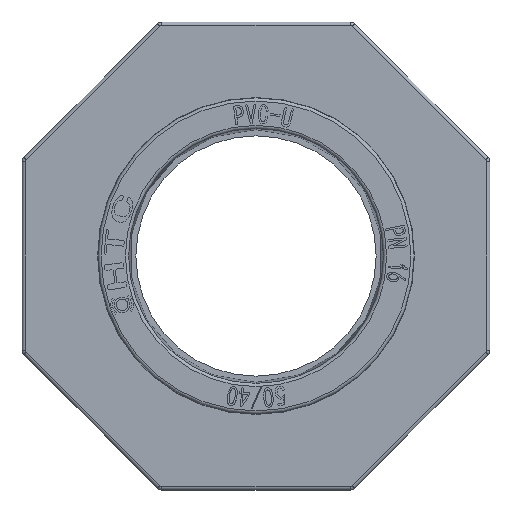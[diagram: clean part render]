
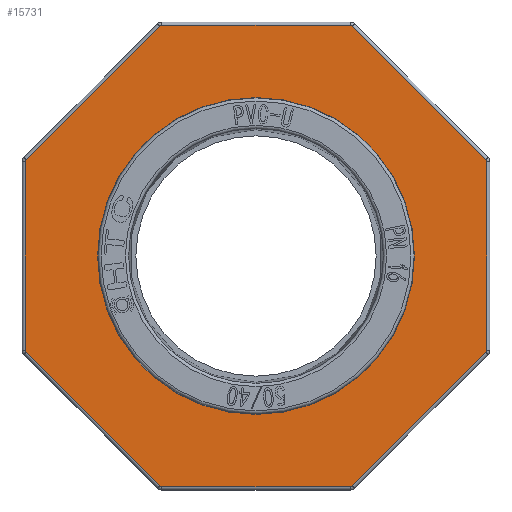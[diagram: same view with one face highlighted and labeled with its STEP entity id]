
A CAD part, front view. The second image highlights one B-rep face of the part: STEP entity #15731.
In plain terms, the highlighted planar face has unit normal (0, -1, 0).
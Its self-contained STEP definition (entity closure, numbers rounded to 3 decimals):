
#75=FACE_BOUND('',#1735,.T.);
#108=PLANE('',#16618);
#878=FACE_OUTER_BOUND('',#1734,.T.);
#1734=EDGE_LOOP('',(#11667,#11668,#11669,#11670,#11671,#11672,#11673,#11674,
#11675,#11676,#11677,#11678,#11679,#11680,#11681,#11682));
#1735=EDGE_LOOP('',(#11683));
#2555=CIRCLE('',#16585,25.05);
#2570=CIRCLE('',#16619,0.5);
#2571=CIRCLE('',#16620,0.5);
#2572=CIRCLE('',#16621,0.5);
#2573=CIRCLE('',#16622,0.5);
#2574=CIRCLE('',#16623,0.5);
#2575=CIRCLE('',#16624,0.5);
#2576=CIRCLE('',#16625,0.5);
#2577=CIRCLE('',#16626,0.5);
#3261=LINE('',#41116,#5420);
#3262=LINE('',#41120,#5421);
#3263=LINE('',#41124,#5422);
#3264=LINE('',#41128,#5423);
#3265=LINE('',#41132,#5424);
#3266=LINE('',#41136,#5425);
#3267=LINE('',#41140,#5426);
#3268=LINE('',#41144,#5427);
#5420=VECTOR('',#18181,1.);
#5421=VECTOR('',#18184,1.);
#5422=VECTOR('',#18187,1.);
#5423=VECTOR('',#18190,1.);
#5424=VECTOR('',#18193,1.);
#5425=VECTOR('',#18196,1.);
#5426=VECTOR('',#18199,1.);
#5427=VECTOR('',#18202,1.);
#7593=VERTEX_POINT('',#40997);
#7638=VERTEX_POINT('',#41114);
#7639=VERTEX_POINT('',#41115);
#7640=VERTEX_POINT('',#41117);
#7641=VERTEX_POINT('',#41119);
#7642=VERTEX_POINT('',#41121);
#7643=VERTEX_POINT('',#41123);
#7644=VERTEX_POINT('',#41125);
#7645=VERTEX_POINT('',#41127);
#7646=VERTEX_POINT('',#41129);
#7647=VERTEX_POINT('',#41131);
#7648=VERTEX_POINT('',#41133);
#7649=VERTEX_POINT('',#41135);
#7650=VERTEX_POINT('',#41137);
#7651=VERTEX_POINT('',#41139);
#7652=VERTEX_POINT('',#41141);
#7653=VERTEX_POINT('',#41143);
#9174=EDGE_CURVE('',#7593,#7593,#2555,.T.);
#9227=EDGE_CURVE('',#7638,#7639,#3261,.T.);
#9228=EDGE_CURVE('',#7639,#7640,#2570,.T.);
#9229=EDGE_CURVE('',#7640,#7641,#3262,.T.);
#9230=EDGE_CURVE('',#7641,#7642,#2571,.T.);
#9231=EDGE_CURVE('',#7642,#7643,#3263,.T.);
#9232=EDGE_CURVE('',#7643,#7644,#2572,.T.);
#9233=EDGE_CURVE('',#7644,#7645,#3264,.T.);
#9234=EDGE_CURVE('',#7645,#7646,#2573,.T.);
#9235=EDGE_CURVE('',#7646,#7647,#3265,.T.);
#9236=EDGE_CURVE('',#7647,#7648,#2574,.T.);
#9237=EDGE_CURVE('',#7648,#7649,#3266,.T.);
#9238=EDGE_CURVE('',#7649,#7650,#2575,.T.);
#9239=EDGE_CURVE('',#7650,#7651,#3267,.T.);
#9240=EDGE_CURVE('',#7651,#7652,#2576,.T.);
#9241=EDGE_CURVE('',#7652,#7653,#3268,.T.);
#9242=EDGE_CURVE('',#7653,#7638,#2577,.T.);
#11667=ORIENTED_EDGE('',*,*,#9227,.T.);
#11668=ORIENTED_EDGE('',*,*,#9228,.T.);
#11669=ORIENTED_EDGE('',*,*,#9229,.T.);
#11670=ORIENTED_EDGE('',*,*,#9230,.T.);
#11671=ORIENTED_EDGE('',*,*,#9231,.T.);
#11672=ORIENTED_EDGE('',*,*,#9232,.T.);
#11673=ORIENTED_EDGE('',*,*,#9233,.T.);
#11674=ORIENTED_EDGE('',*,*,#9234,.T.);
#11675=ORIENTED_EDGE('',*,*,#9235,.T.);
#11676=ORIENTED_EDGE('',*,*,#9236,.T.);
#11677=ORIENTED_EDGE('',*,*,#9237,.T.);
#11678=ORIENTED_EDGE('',*,*,#9238,.T.);
#11679=ORIENTED_EDGE('',*,*,#9239,.T.);
#11680=ORIENTED_EDGE('',*,*,#9240,.T.);
#11681=ORIENTED_EDGE('',*,*,#9241,.T.);
#11682=ORIENTED_EDGE('',*,*,#9242,.T.);
#11683=ORIENTED_EDGE('',*,*,#9174,.F.);
#15731=ADVANCED_FACE('',(#878,#75),#108,.T.);
#16585=AXIS2_PLACEMENT_3D('',#40998,#18075,#18076);
#16618=AXIS2_PLACEMENT_3D('',#41113,#18179,#18180);
#16619=AXIS2_PLACEMENT_3D('',#41118,#18182,#18183);
#16620=AXIS2_PLACEMENT_3D('',#41122,#18185,#18186);
#16621=AXIS2_PLACEMENT_3D('',#41126,#18188,#18189);
#16622=AXIS2_PLACEMENT_3D('',#41130,#18191,#18192);
#16623=AXIS2_PLACEMENT_3D('',#41134,#18194,#18195);
#16624=AXIS2_PLACEMENT_3D('',#41138,#18197,#18198);
#16625=AXIS2_PLACEMENT_3D('',#41142,#18200,#18201);
#16626=AXIS2_PLACEMENT_3D('',#41145,#18203,#18204);
#18075=DIRECTION('center_axis',(0.,-1.,0.));
#18076=DIRECTION('ref_axis',(0.,0.,1.));
#18179=DIRECTION('center_axis',(0.,-1.,0.));
#18180=DIRECTION('ref_axis',(0.,0.,1.));
#18181=DIRECTION('',(-1.,0.,0.));
#18182=DIRECTION('center_axis',(0.,-1.,0.));
#18183=DIRECTION('ref_axis',(0.,0.,1.));
#18184=DIRECTION('',(-0.707,0.,-0.707));
#18185=DIRECTION('center_axis',(0.,-1.,0.));
#18186=DIRECTION('ref_axis',(0.,0.,1.));
#18187=DIRECTION('',(0.,0.,-1.));
#18188=DIRECTION('center_axis',(0.,-1.,0.));
#18189=DIRECTION('ref_axis',(0.,0.,1.));
#18190=DIRECTION('',(0.707,0.,-0.707));
#18191=DIRECTION('center_axis',(0.,-1.,0.));
#18192=DIRECTION('ref_axis',(0.,0.,1.));
#18193=DIRECTION('',(1.,0.,0.));
#18194=DIRECTION('center_axis',(0.,-1.,0.));
#18195=DIRECTION('ref_axis',(0.,0.,1.));
#18196=DIRECTION('',(0.707,0.,0.707));
#18197=DIRECTION('center_axis',(0.,-1.,0.));
#18198=DIRECTION('ref_axis',(0.,0.,1.));
#18199=DIRECTION('',(0.,0.,1.));
#18200=DIRECTION('center_axis',(0.,-1.,0.));
#18201=DIRECTION('ref_axis',(0.,0.,1.));
#18202=DIRECTION('',(-0.707,0.,0.707));
#18203=DIRECTION('center_axis',(0.,-1.,0.));
#18204=DIRECTION('ref_axis',(0.,0.,1.));
#40997=CARTESIAN_POINT('',(0.,-32.5,25.05));
#40998=CARTESIAN_POINT('Origin',(0.,-32.5,0.));
#41113=CARTESIAN_POINT('Origin',(333.5,-32.5,-463.));
#41114=CARTESIAN_POINT('',(14.912,-32.5,36.5));
#41115=CARTESIAN_POINT('',(-14.912,-32.5,36.5));
#41116=CARTESIAN_POINT('',(-14.912,-32.5,36.5));
#41117=CARTESIAN_POINT('',(-15.265,-32.5,36.354));
#41118=CARTESIAN_POINT('Origin',(-14.912,-32.5,36.));
#41119=CARTESIAN_POINT('',(-36.354,-32.5,15.265));
#41120=CARTESIAN_POINT('',(-36.354,-32.5,15.265));
#41121=CARTESIAN_POINT('',(-36.5,-32.5,14.912));
#41122=CARTESIAN_POINT('Origin',(-36.,-32.5,14.912));
#41123=CARTESIAN_POINT('',(-36.5,-32.5,-14.912));
#41124=CARTESIAN_POINT('',(-36.5,-32.5,-14.912));
#41125=CARTESIAN_POINT('',(-36.354,-32.5,-15.265));
#41126=CARTESIAN_POINT('Origin',(-36.,-32.5,-14.912));
#41127=CARTESIAN_POINT('',(-15.265,-32.5,-36.354));
#41128=CARTESIAN_POINT('',(-15.265,-32.5,-36.354));
#41129=CARTESIAN_POINT('',(-14.912,-32.5,-36.5));
#41130=CARTESIAN_POINT('Origin',(-14.912,-32.5,-36.));
#41131=CARTESIAN_POINT('',(14.912,-32.5,-36.5));
#41132=CARTESIAN_POINT('',(14.912,-32.5,-36.5));
#41133=CARTESIAN_POINT('',(15.265,-32.5,-36.354));
#41134=CARTESIAN_POINT('Origin',(14.912,-32.5,-36.));
#41135=CARTESIAN_POINT('',(36.354,-32.5,-15.265));
#41136=CARTESIAN_POINT('',(36.354,-32.5,-15.265));
#41137=CARTESIAN_POINT('',(36.5,-32.5,-14.912));
#41138=CARTESIAN_POINT('Origin',(36.,-32.5,-14.912));
#41139=CARTESIAN_POINT('',(36.5,-32.5,14.912));
#41140=CARTESIAN_POINT('',(36.5,-32.5,14.912));
#41141=CARTESIAN_POINT('',(36.354,-32.5,15.265));
#41142=CARTESIAN_POINT('Origin',(36.,-32.5,14.912));
#41143=CARTESIAN_POINT('',(15.265,-32.5,36.354));
#41144=CARTESIAN_POINT('',(15.265,-32.5,36.354));
#41145=CARTESIAN_POINT('Origin',(14.912,-32.5,36.));
